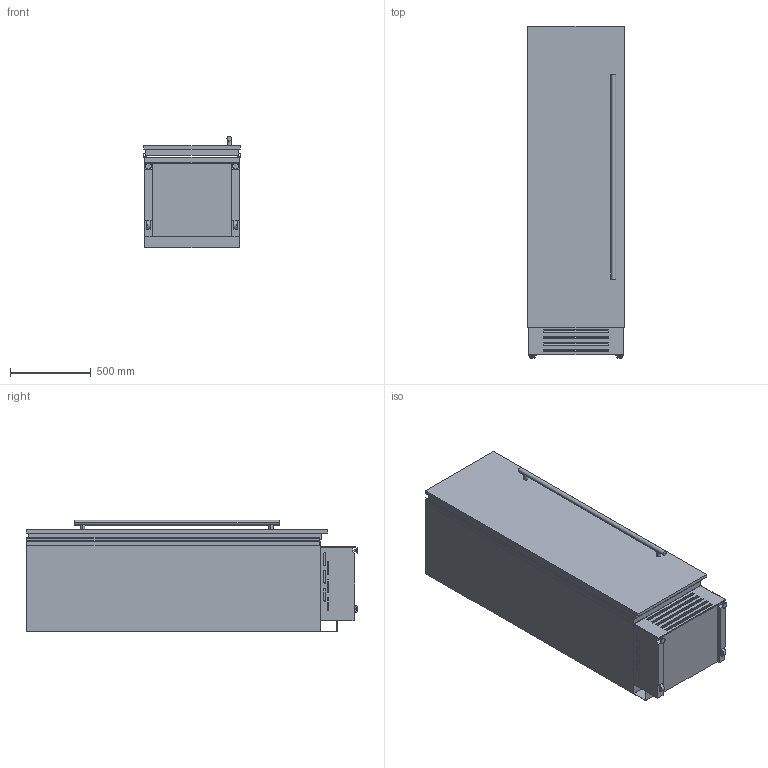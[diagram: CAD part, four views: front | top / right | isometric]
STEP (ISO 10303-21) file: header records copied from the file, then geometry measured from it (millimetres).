
FILE_DESCRIPTION (( 'STEP AP214' ), '1' );
FILE_NAME ('S_599_0F_Z_6.STEP', '2017-07-07T10:55:12', ( '' ), ( '' ), 'SwSTEP 2.0', 'SolidWorks 2013', '' );
FILE_SCHEMA (( 'AUTOMOTIVE_DESIGN' ));
Length unit declared in the file: millimetre
Products named in the file (1): S_599_0F_Z_6
Bounding box: 599 x 2050 x 689 mm (x, y, z)
Volume: 712564627 mm3; surface area: 11026254.7 mm2
Topology: 6 solids, 6 shells, 339 faces, 865 edges, 568 vertices
Faces by surface type: plane 233, cylinder 90, torus 12, cone 4
Entity records: 10490 total; most frequent: CARTESIAN_POINT 1973, DIRECTION 1745, ORIENTED_EDGE 1730, EDGE_CURVE 865, VECTOR 657, LINE 657, VERTEX_POINT 568, AXIS2_PLACEMENT_3D 544
